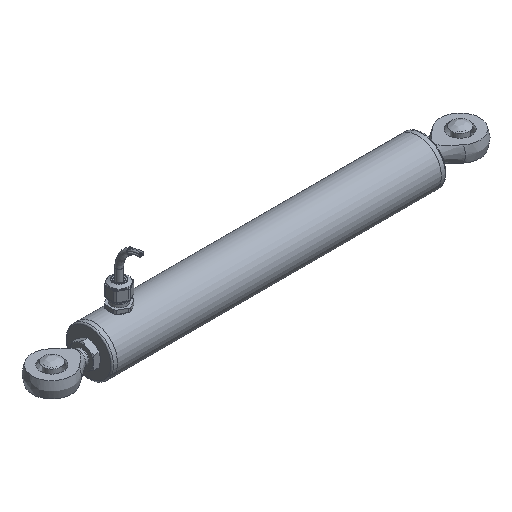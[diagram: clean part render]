
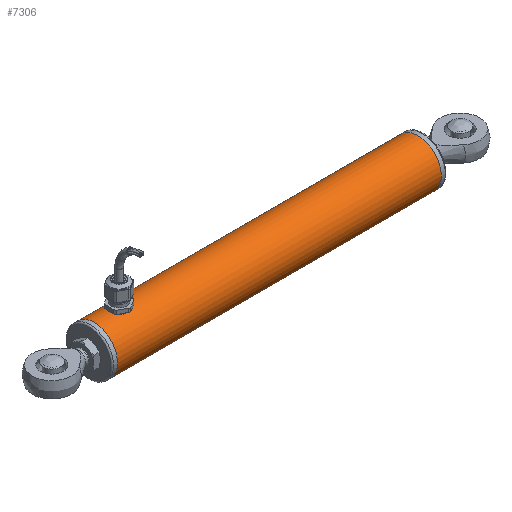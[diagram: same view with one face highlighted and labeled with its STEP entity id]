
A CAD part, isometric view. The second image highlights one B-rep face of the part: STEP entity #7306.
In plain terms, the highlighted cylindrical face has radius 13.335 mm (diameter 26.67 mm), a full revolution.
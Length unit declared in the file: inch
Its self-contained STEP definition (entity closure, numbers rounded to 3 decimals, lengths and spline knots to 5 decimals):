
#33 = DIRECTION ( 'NONE',  ( 0., 0., 1. ) ) ;
#74 = CARTESIAN_POINT ( 'NONE',  ( -3.10535, 0.00889, 0.525 ) ) ;
#111 = CYLINDRICAL_SURFACE ( 'NONE', #1365, 0.525 ) ;
#120 = CARTESIAN_POINT ( 'NONE',  ( -2.91202, -0.12024, 0.51106 ) ) ;
#230 = CARTESIAN_POINT ( 'NONE',  ( -2.84196, -0.03485, 0.52391 ) ) ;
#655 = EDGE_CURVE ( 'NONE', #6495, #6495, #3120, .T. ) ;
#671 = CARTESIAN_POINT ( 'NONE',  ( -3.09847, 0.04329, 0.52328 ) ) ;
#756 = CARTESIAN_POINT ( 'NONE',  ( -2.86445, 0.08226, 0.51867 ) ) ;
#872 = CARTESIAN_POINT ( 'NONE',  ( -2.83851, -0.01756, 0.52478 ) ) ;
#964 = EDGE_LOOP ( 'NONE', ( #1167 ) ) ;
#1148 = CARTESIAN_POINT ( 'NONE',  ( -2.96269, 0.13385, 0.50765 ) ) ;
#1167 = ORIENTED_EDGE ( 'NONE', *, *, #3318, .T. ) ;
#1178 = CARTESIAN_POINT ( 'NONE',  ( -3.03869, -0.1161, 0.51203 ) ) ;
#1258 = CARTESIAN_POINT ( 'NONE',  ( -3.09179, -0.05938, 0.52169 ) ) ;
#1299 = CARTESIAN_POINT ( 'NONE',  ( -3.10447, 0.01773, 0.52477 ) ) ;
#1340 = CARTESIAN_POINT ( 'NONE',  ( -2.84449, 0.04317, 0.52329 ) ) ;
#1365 = AXIS2_PLACEMENT_3D ( 'NONE', #6022, #3621, #33 ) ;
#1471 = EDGE_LOOP ( 'NONE', ( #7285 ) ) ;
#1494 = CARTESIAN_POINT ( 'NONE',  ( -2.92821, -0.12697, 0.50943 ) ) ;
#1701 = DIRECTION ( 'NONE',  ( -1., 0., 0. ) ) ;
#1742 = CARTESIAN_POINT ( 'NONE',  ( -3.07792, -0.08167, 0.51866 ) ) ;
#1822 = CARTESIAN_POINT ( 'NONE',  ( -2.98913, -0.13298, 0.50788 ) ) ;
#1859 = CARTESIAN_POINT ( 'NONE',  ( -3.09169, 0.05958, 0.52167 ) ) ;
#1908 = CARTESIAN_POINT ( 'NONE',  ( -3.05991, 0.10089, 0.51525 ) ) ;
#1945 = CARTESIAN_POINT ( 'NONE',  ( -2.84455, -0.04333, 0.52327 ) ) ;
#2095 = CARTESIAN_POINT ( 'NONE',  ( -2.97149, -0.13386, 0.50765 ) ) ;
#2223 = EDGE_LOOP ( 'NONE', ( #3514 ) ) ;
#2340 = CARTESIAN_POINT ( 'NONE',  ( -3.03083, 0.12031, 0.51104 ) ) ;
#2357 = CARTESIAN_POINT ( 'NONE',  ( -3.5315, 0., 0.525 ) ) ;
#2380 = CARTESIAN_POINT ( 'NONE',  ( -2.92822, 0.12697, 0.50943 ) ) ;
#2503 = CARTESIAN_POINT ( 'NONE',  ( -3.07788, 0.08171, 0.51865 ) ) ;
#2584 = CARTESIAN_POINT ( 'NONE',  ( -2.90423, 0.11606, 0.51204 ) ) ;
#2939 = CARTESIAN_POINT ( 'NONE',  ( -3.08756, 0.06725, 0.52073 ) ) ;
#2972 = CARTESIAN_POINT ( 'NONE',  ( -3.10536, -0.00877, 0.525 ) ) ;
#3005 = FACE_BOUND ( 'NONE', #964, .T. ) ;
#3045 = DIRECTION ( 'NONE',  ( 0., 0., 1. ) ) ;
#3120 = CIRCLE ( 'NONE', #7490, 0.525 ) ;
#3126 = CARTESIAN_POINT ( 'NONE',  ( -2.88982, -0.10641, 0.51413 ) ) ;
#3169 = CARTESIAN_POINT ( 'NONE',  ( -2.93673, -0.12956, 0.50877 ) ) ;
#3239 = CARTESIAN_POINT ( 'NONE',  ( -2.85537, -0.06715, 0.52074 ) ) ;
#3318 = EDGE_CURVE ( 'NONE', #5049, #5049, #3495, .T. ) ;
#3495 = B_SPLINE_CURVE_WITH_KNOTS ( 'NONE', 3,
 ( #7197, #5451, #1822, #3626, #7124, #6582, #1178, #4225, #6617, #6072, #1742, #7228, #1258, #6030, #7272, #6700, #2972, #74, #1299, #5410, #671, #1859, #2939, #2503, #3709, #1908, #6113, #7740, #2340, #4732, #5334, #1148, #3551, #5944, #2380, #4489, #2584, #7311, #7431, #756, #6266, #1340, #4972, #7350, #7389, #5601, #872, #230, #1945, #6853, #3239, #4346, #6227, #6888, #3126, #5635, #120, #1494, #3169, #3911, #5528, #6815 ),
 .UNSPECIFIED., .T., .F.,
 ( 4, 2, 2, 2, 2, 2, 2, 2, 2, 2, 2, 2, 2, 2, 2, 2, 2, 2, 2, 2, 2, 2, 2, 2, 2, 2, 2, 2, 2, 2, 4 ),
 ( 0., 0.00067, 0.00134, 0.00201, 0.00268, 0.00335, 0.00402, 0.00469, 0.00536, 0.00603, 0.0067, 0.00737, 0.00804, 0.00871, 0.00938, 0.01072, 0.01139, 0.01206, 0.01273, 0.0134, 0.01474, 0.01541, 0.01608, 0.01675, 0.01742, 0.01809, 0.01876, 0.01943, 0.0201, 0.02077, 0.02144 ),
 .UNSPECIFIED. ) ;
#3514 = ORIENTED_EDGE ( 'NONE', *, *, #655, .T. ) ;
#3551 = CARTESIAN_POINT ( 'NONE',  ( -2.95381, 0.13297, 0.50788 ) ) ;
#3621 = DIRECTION ( 'NONE',  ( -1., 0., 0. ) ) ;
#3626 = CARTESIAN_POINT ( 'NONE',  ( -3.00638, -0.12953, 0.50877 ) ) ;
#3709 = CARTESIAN_POINT ( 'NONE',  ( -3.07226, 0.08855, 0.51752 ) ) ;
#3721 = EDGE_CURVE ( 'NONE', #4172, #4172, #3998, .T. ) ;
#3911 = CARTESIAN_POINT ( 'NONE',  ( -2.95388, -0.13298, 0.50788 ) ) ;
#3998 = CIRCLE ( 'NONE', #7616, 0.525 ) ;
#4172 = VERTEX_POINT ( 'NONE', #2357 ) ;
#4187 = FACE_OUTER_BOUND ( 'NONE', #2223, .T. ) ;
#4225 = CARTESIAN_POINT ( 'NONE',  ( -3.05327, -0.10634, 0.51414 ) ) ;
#4346 = CARTESIAN_POINT ( 'NONE',  ( -2.86516, -0.08178, 0.51864 ) ) ;
#4489 = CARTESIAN_POINT ( 'NONE',  ( -2.91207, 0.12026, 0.51105 ) ) ;
#4732 = CARTESIAN_POINT ( 'NONE',  ( -3.00665, 0.13034, 0.50861 ) ) ;
#4805 = CARTESIAN_POINT ( 'NONE',  ( -3.5315, 0., 0. ) ) ;
#4972 = CARTESIAN_POINT ( 'NONE',  ( -2.84195, 0.0348, 0.52392 ) ) ;
#5049 = VERTEX_POINT ( 'NONE', #2095 ) ;
#5334 = CARTESIAN_POINT ( 'NONE',  ( -2.98896, 0.13386, 0.50765 ) ) ;
#5398 = DIRECTION ( 'NONE',  ( 1., 0., 0. ) ) ;
#5410 = CARTESIAN_POINT ( 'NONE',  ( -3.10103, 0.03487, 0.52391 ) ) ;
#5451 = CARTESIAN_POINT ( 'NONE',  ( -2.98038, -0.13386, 0.50765 ) ) ;
#5480 = FACE_OUTER_BOUND ( 'NONE', #1471, .T. ) ;
#5528 = CARTESIAN_POINT ( 'NONE',  ( -2.96261, -0.13386, 0.50765 ) ) ;
#5601 = CARTESIAN_POINT ( 'NONE',  ( -2.83765, -0.00885, 0.525 ) ) ;
#5635 = CARTESIAN_POINT ( 'NONE',  ( -2.90434, -0.11612, 0.51202 ) ) ;
#5867 = DIRECTION ( 'NONE',  ( 0., 0., 1. ) ) ;
#5944 = CARTESIAN_POINT ( 'NONE',  ( -2.93657, 0.12952, 0.50878 ) ) ;
#6022 = CARTESIAN_POINT ( 'NONE',  ( 3.7185, 0., 0. ) ) ;
#6028 = CARTESIAN_POINT ( 'NONE',  ( 3.7185, 0., 0. ) ) ;
#6030 = CARTESIAN_POINT ( 'NONE',  ( -3.09849, -0.04323, 0.52328 ) ) ;
#6072 = CARTESIAN_POINT ( 'NONE',  ( -3.07234, -0.08846, 0.51753 ) ) ;
#6113 = CARTESIAN_POINT ( 'NONE',  ( -3.05319, 0.1064, 0.51413 ) ) ;
#6227 = CARTESIAN_POINT ( 'NONE',  ( -2.87069, -0.08849, 0.51753 ) ) ;
#6266 = CARTESIAN_POINT ( 'NONE',  ( -2.8546, 0.06755, 0.52089 ) ) ;
#6495 = VERTEX_POINT ( 'NONE', #6769 ) ;
#6582 = CARTESIAN_POINT ( 'NONE',  ( -3.03102, -0.12021, 0.51106 ) ) ;
#6617 = CARTESIAN_POINT ( 'NONE',  ( -3.06006, -0.10075, 0.51528 ) ) ;
#6700 = CARTESIAN_POINT ( 'NONE',  ( -3.1045, -0.01748, 0.52478 ) ) ;
#6769 = CARTESIAN_POINT ( 'NONE',  ( 3.7185, 0., 0.525 ) ) ;
#6815 = CARTESIAN_POINT ( 'NONE',  ( -2.97149, -0.13386, 0.50765 ) ) ;
#6853 = CARTESIAN_POINT ( 'NONE',  ( -2.85124, -0.05942, 0.52169 ) ) ;
#6888 = CARTESIAN_POINT ( 'NONE',  ( -2.88298, -0.10078, 0.51527 ) ) ;
#7124 = CARTESIAN_POINT ( 'NONE',  ( -3.01491, -0.12692, 0.50944 ) ) ;
#7197 = CARTESIAN_POINT ( 'NONE',  ( -2.97149, -0.13386, 0.50765 ) ) ;
#7228 = CARTESIAN_POINT ( 'NONE',  ( -3.08768, -0.06707, 0.52075 ) ) ;
#7272 = CARTESIAN_POINT ( 'NONE',  ( -3.10108, -0.03468, 0.52392 ) ) ;
#7285 = ORIENTED_EDGE ( 'NONE', *, *, #3721, .T. ) ;
#7306 = ADVANCED_FACE ( 'NONE', ( #3005, #5480, #4187 ), #111, .T. ) ;
#7311 = CARTESIAN_POINT ( 'NONE',  ( -2.88977, 0.10637, 0.51414 ) ) ;
#7350 = CARTESIAN_POINT ( 'NONE',  ( -2.83852, 0.0176, 0.52478 ) ) ;
#7389 = CARTESIAN_POINT ( 'NONE',  ( -2.83764, 0.00869, 0.525 ) ) ;
#7431 = CARTESIAN_POINT ( 'NONE',  ( -2.88305, 0.10085, 0.51526 ) ) ;
#7490 = AXIS2_PLACEMENT_3D ( 'NONE', #6028, #1701, #5867 ) ;
#7616 = AXIS2_PLACEMENT_3D ( 'NONE', #4805, #5398, #3045 ) ;
#7740 = CARTESIAN_POINT ( 'NONE',  ( -3.03866, 0.11612, 0.51202 ) ) ;
